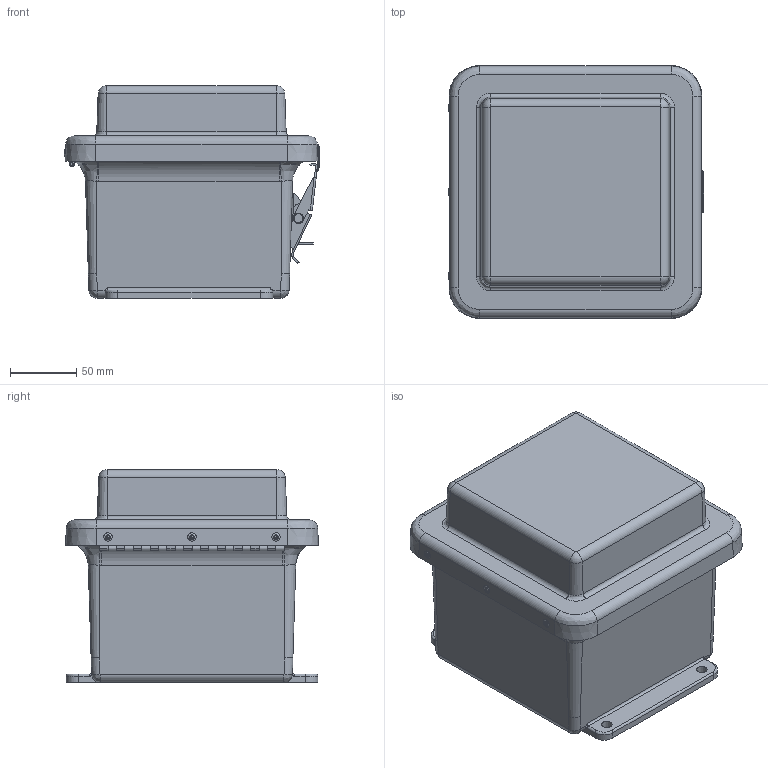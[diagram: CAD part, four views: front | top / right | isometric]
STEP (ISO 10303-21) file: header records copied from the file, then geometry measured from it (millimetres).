
FILE_DESCRIPTION (( 'STEP AP214' ), '1' );
FILE_NAME ('MR606HPL.STEP', '2018-11-06T22:14:51', ( '' ), ( '' ), 'SwSTEP 2.0', 'SolidWorks 2018', '' );
FILE_SCHEMA (( 'AUTOMOTIVE_DESIGN' ));
Length unit declared in the file: inch
Products named in the file (1): MR606HPL
Bounding box: 193.41 x 191.13 x 160.99 mm (x, y, z)
Volume: 665055.4 mm3; surface area: 374581.1 mm2
Topology: 25 solids, 25 shells, 698 faces, 1720 edges, 1095 vertices
Faces by surface type: cylinder 278, plane 272, bspline 96, cone 44, torus 8
Full cylindrical faces by diameter (mm): 2.159 x23, 2.64 x4, 3.048 x1, 3.175 x9, 3.302 x2, 3.327 x5, 3.429 x9, 3.556 x11, 3.861 x5, 3.962 x7, 4.306 x2, 5.537 x4, 6.35 x5, 6.858 x4, 7.62 x2, 9.525 x1
Entity records: 34318 total; most frequent: CARTESIAN_POINT 9147, ORIENTED_EDGE 3168, DIRECTION 3111, EDGE_CURVE 1584, AXIS2_PLACEMENT_3D 1162, VERTEX_POINT 1073, EDGE_LOOP 967, FACE_OUTER_BOUND 800
